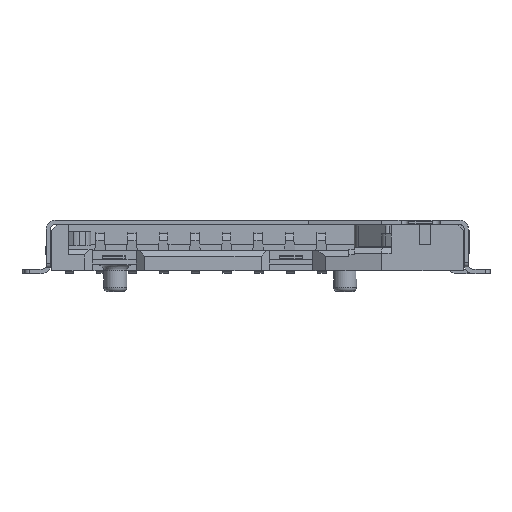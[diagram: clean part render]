
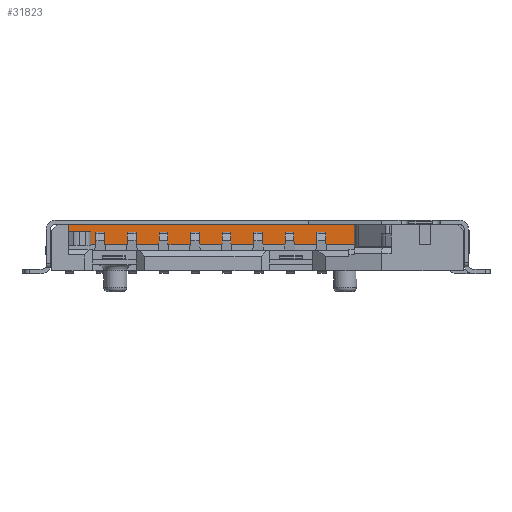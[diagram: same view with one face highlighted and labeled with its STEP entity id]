
A CAD part, front view. The second image highlights one B-rep face of the part: STEP entity #31823.
In plain terms, the highlighted face is planar.
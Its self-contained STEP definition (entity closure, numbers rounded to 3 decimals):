
#2316=ORIENTED_EDGE('',*,*,#11993,.F.);
#2317=ORIENTED_EDGE('',*,*,#11994,.T.);
#2318=ORIENTED_EDGE('',*,*,#11995,.T.);
#2319=ORIENTED_EDGE('',*,*,#11996,.T.);
#2320=ORIENTED_EDGE('',*,*,#11734,.F.);
#11734=EDGE_CURVE('',#16595,#16596,#19837,.T.);
#11993=EDGE_CURVE('',#16809,#16595,#20084,.T.);
#11994=EDGE_CURVE('',#16809,#16810,#20085,.T.);
#11995=EDGE_CURVE('',#16810,#16811,#20086,.T.);
#11996=EDGE_CURVE('',#16811,#16596,#20087,.T.);
#16595=VERTEX_POINT('',#46204);
#16596=VERTEX_POINT('',#46206);
#16809=VERTEX_POINT('',#46727);
#16810=VERTEX_POINT('',#46729);
#16811=VERTEX_POINT('',#46731);
#19837=LINE('',#46205,#23418);
#20084=LINE('',#46726,#23665);
#20085=LINE('',#46728,#23666);
#20086=LINE('',#46730,#23667);
#20087=LINE('',#46732,#23668);
#23418=VECTOR('',#36649,1000.);
#23665=VECTOR('',#37018,1000.);
#23666=VECTOR('',#37019,1000.);
#23667=VECTOR('',#37020,1000.);
#23668=VECTOR('',#37021,1000.);
#27021=EDGE_LOOP('',(#2316,#2317,#2318,#2319,#2320));
#28896=FACE_BOUND('',#27021,.T.);
#30754=PLANE('',#33698);
#31823=ADVANCED_FACE('',(#28896),#30754,.T.);
#33698=AXIS2_PLACEMENT_3D('',#46725,#37016,#37017);
#36649=DIRECTION('',(1.,0.,0.));
#37016=DIRECTION('',(0.,0.,-1.));
#37017=DIRECTION('',(-1.,0.,0.));
#37018=DIRECTION('',(0.,-1.,0.));
#37019=DIRECTION('',(1.,0.,0.));
#37020=DIRECTION('',(0.,-1.,0.));
#37021=DIRECTION('',(0.,-1.,0.));
#46204=CARTESIAN_POINT('',(-6.605,-0.8,6.87));
#46205=CARTESIAN_POINT('',(-6.605,-0.8,6.87));
#46206=CARTESIAN_POINT('',(3.376,-0.8,6.87));
#46725=CARTESIAN_POINT('',(-6.605,0.,6.87));
#46726=CARTESIAN_POINT('',(-6.605,0.,6.87));
#46727=CARTESIAN_POINT('',(-6.605,-0.1,6.87));
#46728=CARTESIAN_POINT('',(-6.605,-0.1,6.87));
#46729=CARTESIAN_POINT('',(3.376,-0.1,6.87));
#46730=CARTESIAN_POINT('',(3.376,0.,6.87));
#46731=CARTESIAN_POINT('',(3.376,-0.45,6.87));
#46732=CARTESIAN_POINT('',(3.376,0.,6.87));
